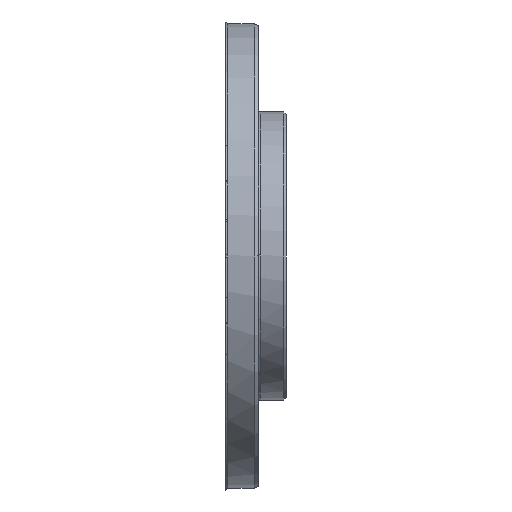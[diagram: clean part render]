
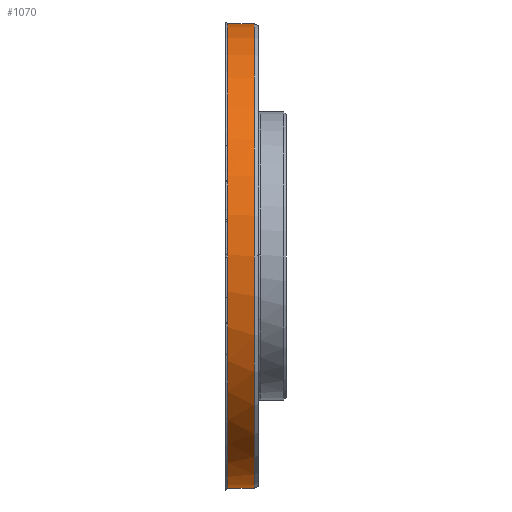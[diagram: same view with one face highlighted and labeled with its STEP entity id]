
A CAD part, front view. The second image highlights one B-rep face of the part: STEP entity #1070.
In plain terms, the highlighted cylindrical face has radius 50 mm (diameter 100 mm), a partial arc.
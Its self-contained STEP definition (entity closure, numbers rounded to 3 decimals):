
#24 = DIRECTION ( 'NONE',  ( -1., 0., 0. ) ) ;
#59 = EDGE_CURVE ( 'NONE', #1751, #1317, #1071, .T. ) ;
#92 = DIRECTION ( 'NONE',  ( 0., 1., -0.004 ) ) ;
#194 = AXIS2_PLACEMENT_3D ( 'NONE', #288, #1525, #2010 ) ;
#241 = CARTESIAN_POINT ( 'NONE',  ( -2.6, 0., -50. ) ) ;
#288 = CARTESIAN_POINT ( 'NONE',  ( 11.275, 0., 0. ) ) ;
#314 = CIRCLE ( 'NONE', #1029, 50. ) ;
#382 = DIRECTION ( 'NONE',  ( 1., 0., 0. ) ) ;
#396 = ORIENTED_EDGE ( 'NONE', *, *, #1622, .T. ) ;
#425 = ORIENTED_EDGE ( 'NONE', *, *, #1776, .T. ) ;
#459 = EDGE_LOOP ( 'NONE', ( #879, #396, #1233, #838, #425 ) ) ;
#473 = CARTESIAN_POINT ( 'NONE',  ( 11.275, 0., -50. ) ) ;
#540 = VECTOR ( 'NONE', #1938, 1000. ) ;
#546 = CARTESIAN_POINT ( 'NONE',  ( -2.6, 0., 0. ) ) ;
#608 = DIRECTION ( 'NONE',  ( -1., 0., 0. ) ) ;
#640 = CIRCLE ( 'NONE', #864, 50. ) ;
#735 = FACE_OUTER_BOUND ( 'NONE', #459, .T. ) ;
#838 = ORIENTED_EDGE ( 'NONE', *, *, #1675, .T. ) ;
#860 = CARTESIAN_POINT ( 'NONE',  ( 11.275, 0., 50. ) ) ;
#864 = AXIS2_PLACEMENT_3D ( 'NONE', #947, #608, #1104 ) ;
#878 = EDGE_CURVE ( 'NONE', #1904, #2003, #1336, .T. ) ;
#879 = ORIENTED_EDGE ( 'NONE', *, *, #59, .F. ) ;
#947 = CARTESIAN_POINT ( 'NONE',  ( 3.134, 0., 0. ) ) ;
#1029 = AXIS2_PLACEMENT_3D ( 'NONE', #1365, #1492, #1033 ) ;
#1033 = DIRECTION ( 'NONE',  ( 0., 1., -0.004 ) ) ;
#1070 = ADVANCED_FACE ( 'NONE', ( #735 ), #1220, .T. ) ;
#1071 = LINE ( 'NONE', #473, #1476 ) ;
#1104 = DIRECTION ( 'NONE',  ( 0., 0., 1. ) ) ;
#1168 = VERTEX_POINT ( 'NONE', #1760 ) ;
#1204 = CIRCLE ( 'NONE', #1274, 50. ) ;
#1220 = CYLINDRICAL_SURFACE ( 'NONE', #194, 50. ) ;
#1233 = ORIENTED_EDGE ( 'NONE', *, *, #878, .T. ) ;
#1252 = CARTESIAN_POINT ( 'NONE',  ( 3.134, 0., 50. ) ) ;
#1274 = AXIS2_PLACEMENT_3D ( 'NONE', #546, #382, #92 ) ;
#1317 = VERTEX_POINT ( 'NONE', #241 ) ;
#1326 = CARTESIAN_POINT ( 'NONE',  ( 3.134, 0., -50. ) ) ;
#1336 = LINE ( 'NONE', #860, #540 ) ;
#1365 = CARTESIAN_POINT ( 'NONE',  ( -2.6, 0., 0. ) ) ;
#1476 = VECTOR ( 'NONE', #24, 1000. ) ;
#1492 = DIRECTION ( 'NONE',  ( 1., 0., 0. ) ) ;
#1525 = DIRECTION ( 'NONE',  ( -1., 0., 0. ) ) ;
#1622 = EDGE_CURVE ( 'NONE', #1751, #1904, #640, .T. ) ;
#1675 = EDGE_CURVE ( 'NONE', #2003, #1168, #314, .T. ) ;
#1751 = VERTEX_POINT ( 'NONE', #1326 ) ;
#1760 = CARTESIAN_POINT ( 'NONE',  ( -2.6, -50., 0.218 ) ) ;
#1776 = EDGE_CURVE ( 'NONE', #1168, #1317, #1204, .T. ) ;
#1867 = CARTESIAN_POINT ( 'NONE',  ( -2.6, 0., 50. ) ) ;
#1904 = VERTEX_POINT ( 'NONE', #1252 ) ;
#1938 = DIRECTION ( 'NONE',  ( -1., 0., 0. ) ) ;
#2003 = VERTEX_POINT ( 'NONE', #1867 ) ;
#2010 = DIRECTION ( 'NONE',  ( 0., 0., 1. ) ) ;
